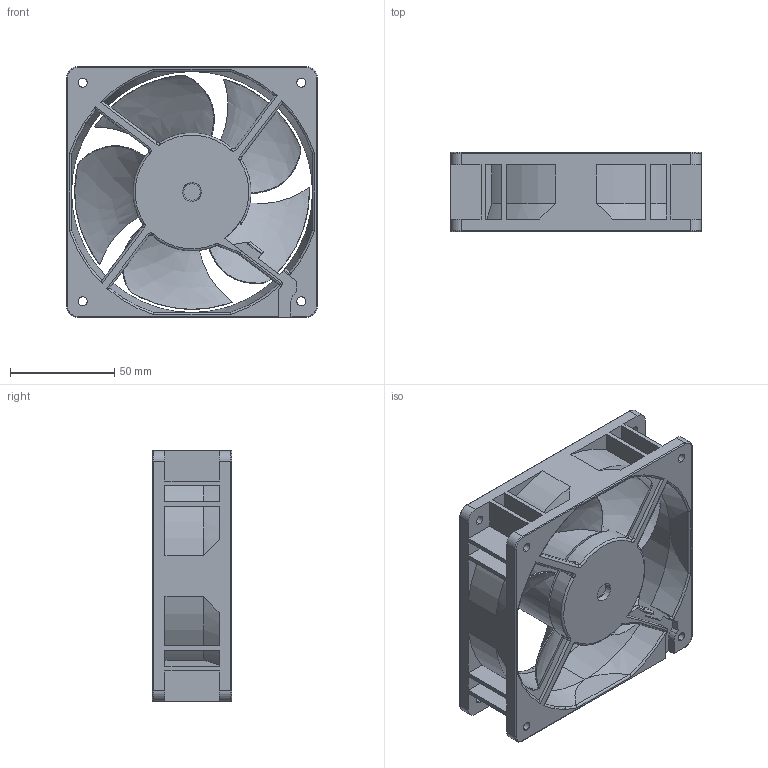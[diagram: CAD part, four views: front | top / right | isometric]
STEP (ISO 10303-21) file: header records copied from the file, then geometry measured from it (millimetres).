
FILE_DESCRIPTION((''),'2;1');
FILE_NAME('SIMULATION_EC120X38_STD_01_ASM','2018-01-17T',('HARVEY.WU'),(''),'CREO PARAMETRIC BY PTC INC, 2015080','CREO PARAMETRIC BY PTC INC, 2015080','');
FILE_SCHEMA(('CONFIG_CONTROL_DESIGN'));
Length unit declared in the file: millimetre
Products named in the file (3): EC_120X38_FRAME_STD; EC_A120X28_HUB_STD_01; SIMULATION_EC120X38_STD_01_ASM
Assembly tree (2 placements, depth 2):
  SIMULATION_EC120X38_STD_01_ASM
    EC_120X38_FRAME_STD
    EC_A120X28_HUB_STD_01
Bounding box: 120 x 38.1 x 120 mm (x, y, z)
Volume: 165327.6 mm3; surface area: 85592.5 mm2
Topology: 2 solids, 2 shells, 341 faces, 905 edges, 578 vertices
Faces by surface type: plane 125, cylinder 100, bspline 48, torus 42, cone 26
Entity records: 16061 total; most frequent: CARTESIAN_POINT 7860, ORIENTED_EDGE 1800, DIRECTION 1554, EDGE_CURVE 900, AXIS2_PLACEMENT_3D 581, VERTEX_POINT 580, VECTOR 392, LINE 392
